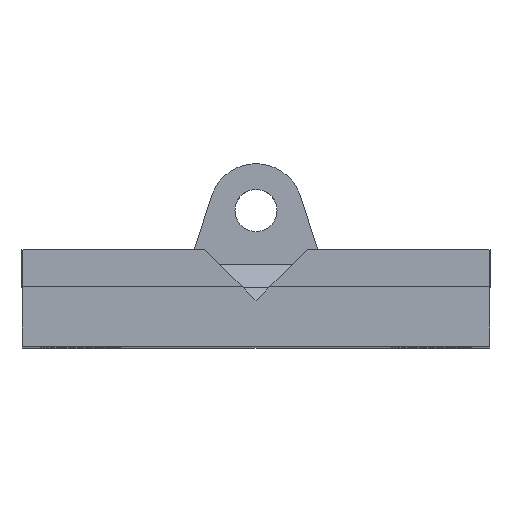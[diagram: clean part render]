
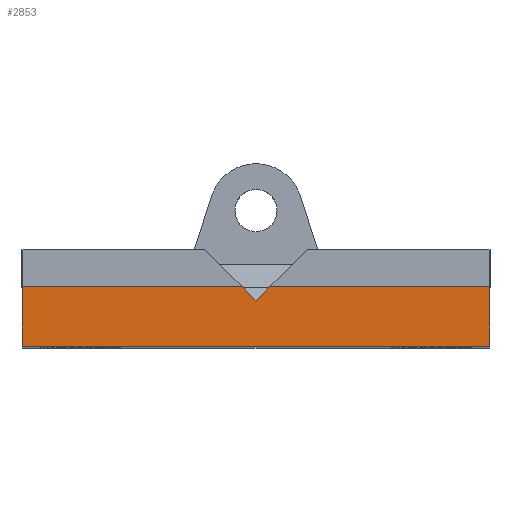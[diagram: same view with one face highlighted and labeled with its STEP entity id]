
A CAD part, top view. The second image highlights one B-rep face of the part: STEP entity #2853.
In plain terms, the highlighted planar face has unit normal (0, 0, 1).
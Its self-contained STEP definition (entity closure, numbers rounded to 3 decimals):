
#745 = PLANE('',#746);
#746 = AXIS2_PLACEMENT_3D('',#747,#748,#749);
#747 = CARTESIAN_POINT('',(10.,10.,-56.398));
#748 = DIRECTION('',(1.,0.,0.));
#749 = DIRECTION('',(0.,0.,1.));
#818 = PLANE('',#819);
#819 = AXIS2_PLACEMENT_3D('',#820,#821,#822);
#820 = CARTESIAN_POINT('',(-10.,10.,-7.9));
#821 = DIRECTION('',(-1.,0.,0.));
#822 = DIRECTION('',(0.,0.,-1.));
#1062 = PLANE('',#1063);
#1063 = AXIS2_PLACEMENT_3D('',#1064,#1065,#1066);
#1064 = CARTESIAN_POINT('',(10.,12.54,-7.9));
#1065 = DIRECTION('',(0.,0.,1.));
#1066 = DIRECTION('',(-1.,0.,0.));
#1100 = VERTEX_POINT('',#1101);
#1101 = CARTESIAN_POINT('',(-10.,12.54,-7.9));
#1242 = PLANE('',#1243);
#1243 = AXIS2_PLACEMENT_3D('',#1244,#1245,#1246);
#1244 = CARTESIAN_POINT('',(-2.185,14.128,-7.9));
#1245 = DIRECTION('',(-0.707,-0.707,0.));
#1246 = DIRECTION('',(0.707,-0.707,0.));
#1270 = PLANE('',#1271);
#1271 = AXIS2_PLACEMENT_3D('',#1272,#1273,#1274);
#1272 = CARTESIAN_POINT('',(0.,11.943,-7.9));
#1273 = DIRECTION('',(0.707,-0.707,0.));
#1274 = DIRECTION('',(0.707,0.707,0.));
#1724 = PLANE('',#1725);
#1725 = AXIS2_PLACEMENT_3D('',#1726,#1727,#1728);
#1726 = CARTESIAN_POINT('',(0.,10.,-32.149));
#1727 = DIRECTION('',(0.,-1.,0.));
#1728 = DIRECTION('',(-0.,0.,-1.));
#1860 = EDGE_CURVE('',#1861,#1100,#1863,.T.);
#1861 = VERTEX_POINT('',#1862);
#1862 = CARTESIAN_POINT('',(-10.,10.,-7.9));
#1863 = SURFACE_CURVE('',#1864,(#1868,#1875),.PCURVE_S1.);
#1864 = LINE('',#1865,#1866);
#1865 = CARTESIAN_POINT('',(-10.,10.,-7.9));
#1866 = VECTOR('',#1867,1.);
#1867 = DIRECTION('',(0.,1.,0.));
#1868 = PCURVE('',#818,#1869);
#1869 = DEFINITIONAL_REPRESENTATION('',(#1870),#1874);
#1870 = LINE('',#1871,#1872);
#1871 = CARTESIAN_POINT('',(0.,0.));
#1872 = VECTOR('',#1873,1.);
#1873 = DIRECTION('',(0.,-1.));
#1874 = ( GEOMETRIC_REPRESENTATION_CONTEXT(2) 
PARAMETRIC_REPRESENTATION_CONTEXT() REPRESENTATION_CONTEXT('2D SPACE',''
  ) );
#1875 = PCURVE('',#1876,#1881);
#1876 = PLANE('',#1877);
#1877 = AXIS2_PLACEMENT_3D('',#1878,#1879,#1880);
#1878 = CARTESIAN_POINT('',(10.,10.,-7.9));
#1879 = DIRECTION('',(0.,0.,1.));
#1880 = DIRECTION('',(-1.,0.,0.));
#1881 = DEFINITIONAL_REPRESENTATION('',(#1882),#1886);
#1882 = LINE('',#1883,#1884);
#1883 = CARTESIAN_POINT('',(20.,0.));
#1884 = VECTOR('',#1885,1.);
#1885 = DIRECTION('',(0.,-1.));
#1886 = ( GEOMETRIC_REPRESENTATION_CONTEXT(2) 
PARAMETRIC_REPRESENTATION_CONTEXT() REPRESENTATION_CONTEXT('2D SPACE',''
  ) );
#1989 = VERTEX_POINT('',#1990);
#1990 = CARTESIAN_POINT('',(10.,12.54,-7.9));
#2011 = EDGE_CURVE('',#2012,#1989,#2014,.T.);
#2012 = VERTEX_POINT('',#2013);
#2013 = CARTESIAN_POINT('',(10.,10.,-7.9));
#2014 = SURFACE_CURVE('',#2015,(#2019,#2026),.PCURVE_S1.);
#2015 = LINE('',#2016,#2017);
#2016 = CARTESIAN_POINT('',(10.,10.,-7.9));
#2017 = VECTOR('',#2018,1.);
#2018 = DIRECTION('',(0.,1.,0.));
#2019 = PCURVE('',#745,#2020);
#2020 = DEFINITIONAL_REPRESENTATION('',(#2021),#2025);
#2021 = LINE('',#2022,#2023);
#2022 = CARTESIAN_POINT('',(48.499,0.));
#2023 = VECTOR('',#2024,1.);
#2024 = DIRECTION('',(0.,-1.));
#2025 = ( GEOMETRIC_REPRESENTATION_CONTEXT(2) 
PARAMETRIC_REPRESENTATION_CONTEXT() REPRESENTATION_CONTEXT('2D SPACE',''
  ) );
#2026 = PCURVE('',#1876,#2027);
#2027 = DEFINITIONAL_REPRESENTATION('',(#2028),#2032);
#2028 = LINE('',#2029,#2030);
#2029 = CARTESIAN_POINT('',(0.,0.));
#2030 = VECTOR('',#2031,1.);
#2031 = DIRECTION('',(0.,-1.));
#2032 = ( GEOMETRIC_REPRESENTATION_CONTEXT(2) 
PARAMETRIC_REPRESENTATION_CONTEXT() REPRESENTATION_CONTEXT('2D SPACE',''
  ) );
#2275 = VERTEX_POINT('',#2276);
#2276 = CARTESIAN_POINT('',(-0.597,12.54,-7.9));
#2300 = EDGE_CURVE('',#2275,#1100,#2301,.T.);
#2301 = SURFACE_CURVE('',#2302,(#2306,#2313),.PCURVE_S1.);
#2302 = LINE('',#2303,#2304);
#2303 = CARTESIAN_POINT('',(10.,12.54,-7.9));
#2304 = VECTOR('',#2305,1.);
#2305 = DIRECTION('',(-1.,0.,0.));
#2306 = PCURVE('',#1062,#2307);
#2307 = DEFINITIONAL_REPRESENTATION('',(#2308),#2312);
#2308 = LINE('',#2309,#2310);
#2309 = CARTESIAN_POINT('',(0.,0.));
#2310 = VECTOR('',#2311,1.);
#2311 = DIRECTION('',(1.,0.));
#2312 = ( GEOMETRIC_REPRESENTATION_CONTEXT(2) 
PARAMETRIC_REPRESENTATION_CONTEXT() REPRESENTATION_CONTEXT('2D SPACE',''
  ) );
#2313 = PCURVE('',#1876,#2314);
#2314 = DEFINITIONAL_REPRESENTATION('',(#2315),#2319);
#2315 = LINE('',#2316,#2317);
#2316 = CARTESIAN_POINT('',(0.,-2.54));
#2317 = VECTOR('',#2318,1.);
#2318 = DIRECTION('',(1.,0.));
#2319 = ( GEOMETRIC_REPRESENTATION_CONTEXT(2) 
PARAMETRIC_REPRESENTATION_CONTEXT() REPRESENTATION_CONTEXT('2D SPACE',''
  ) );
#2325 = VERTEX_POINT('',#2326);
#2326 = CARTESIAN_POINT('',(0.,11.943,-7.9));
#2372 = VERTEX_POINT('',#2373);
#2373 = CARTESIAN_POINT('',(0.597,12.54,-7.9));
#2387 = PLANE('',#2388);
#2388 = AXIS2_PLACEMENT_3D('',#2389,#2390,#2391);
#2389 = CARTESIAN_POINT('',(10.,12.54,-7.9));
#2390 = DIRECTION('',(0.,0.,1.));
#2391 = DIRECTION('',(-1.,0.,0.));
#2399 = EDGE_CURVE('',#2325,#2372,#2400,.T.);
#2400 = SURFACE_CURVE('',#2401,(#2405,#2412),.PCURVE_S1.);
#2401 = LINE('',#2402,#2403);
#2402 = CARTESIAN_POINT('',(0.,11.943,-7.9));
#2403 = VECTOR('',#2404,1.);
#2404 = DIRECTION('',(0.707,0.707,0.));
#2405 = PCURVE('',#1270,#2406);
#2406 = DEFINITIONAL_REPRESENTATION('',(#2407),#2411);
#2407 = LINE('',#2408,#2409);
#2408 = CARTESIAN_POINT('',(0.,0.));
#2409 = VECTOR('',#2410,1.);
#2410 = DIRECTION('',(1.,0.));
#2411 = ( GEOMETRIC_REPRESENTATION_CONTEXT(2) 
PARAMETRIC_REPRESENTATION_CONTEXT() REPRESENTATION_CONTEXT('2D SPACE',''
  ) );
#2412 = PCURVE('',#1876,#2413);
#2413 = DEFINITIONAL_REPRESENTATION('',(#2414),#2418);
#2414 = LINE('',#2415,#2416);
#2415 = CARTESIAN_POINT('',(10.,-1.943));
#2416 = VECTOR('',#2417,1.);
#2417 = DIRECTION('',(-0.707,-0.707));
#2418 = ( GEOMETRIC_REPRESENTATION_CONTEXT(2) 
PARAMETRIC_REPRESENTATION_CONTEXT() REPRESENTATION_CONTEXT('2D SPACE',''
  ) );
#2426 = EDGE_CURVE('',#2275,#2325,#2427,.T.);
#2427 = SURFACE_CURVE('',#2428,(#2432,#2439),.PCURVE_S1.);
#2428 = LINE('',#2429,#2430);
#2429 = CARTESIAN_POINT('',(-2.185,14.128,-7.9));
#2430 = VECTOR('',#2431,1.);
#2431 = DIRECTION('',(0.707,-0.707,0.));
#2432 = PCURVE('',#1242,#2433);
#2433 = DEFINITIONAL_REPRESENTATION('',(#2434),#2438);
#2434 = LINE('',#2435,#2436);
#2435 = CARTESIAN_POINT('',(0.,0.));
#2436 = VECTOR('',#2437,1.);
#2437 = DIRECTION('',(1.,0.));
#2438 = ( GEOMETRIC_REPRESENTATION_CONTEXT(2) 
PARAMETRIC_REPRESENTATION_CONTEXT() REPRESENTATION_CONTEXT('2D SPACE',''
  ) );
#2439 = PCURVE('',#1876,#2440);
#2440 = DEFINITIONAL_REPRESENTATION('',(#2441),#2445);
#2441 = LINE('',#2442,#2443);
#2442 = CARTESIAN_POINT('',(12.185,-4.128));
#2443 = VECTOR('',#2444,1.);
#2444 = DIRECTION('',(-0.707,0.707));
#2445 = ( GEOMETRIC_REPRESENTATION_CONTEXT(2) 
PARAMETRIC_REPRESENTATION_CONTEXT() REPRESENTATION_CONTEXT('2D SPACE',''
  ) );
#2719 = EDGE_CURVE('',#2012,#1861,#2720,.T.);
#2720 = SURFACE_CURVE('',#2721,(#2725,#2732),.PCURVE_S1.);
#2721 = LINE('',#2722,#2723);
#2722 = CARTESIAN_POINT('',(10.,10.,-7.9));
#2723 = VECTOR('',#2724,1.);
#2724 = DIRECTION('',(-1.,0.,0.));
#2725 = PCURVE('',#1724,#2726);
#2726 = DEFINITIONAL_REPRESENTATION('',(#2727),#2731);
#2727 = LINE('',#2728,#2729);
#2728 = CARTESIAN_POINT('',(-24.249,10.));
#2729 = VECTOR('',#2730,1.);
#2730 = DIRECTION('',(0.,-1.));
#2731 = ( GEOMETRIC_REPRESENTATION_CONTEXT(2) 
PARAMETRIC_REPRESENTATION_CONTEXT() REPRESENTATION_CONTEXT('2D SPACE',''
  ) );
#2732 = PCURVE('',#1876,#2733);
#2733 = DEFINITIONAL_REPRESENTATION('',(#2734),#2738);
#2734 = LINE('',#2735,#2736);
#2735 = CARTESIAN_POINT('',(0.,0.));
#2736 = VECTOR('',#2737,1.);
#2737 = DIRECTION('',(1.,0.));
#2738 = ( GEOMETRIC_REPRESENTATION_CONTEXT(2) 
PARAMETRIC_REPRESENTATION_CONTEXT() REPRESENTATION_CONTEXT('2D SPACE',''
  ) );
#2853 = ADVANCED_FACE('',(#2854),#1876,.T.);
#2854 = FACE_BOUND('',#2855,.T.);
#2855 = EDGE_LOOP('',(#2856,#2857,#2858,#2879,#2880,#2881,#2882));
#2856 = ORIENTED_EDGE('',*,*,#2719,.F.);
#2857 = ORIENTED_EDGE('',*,*,#2011,.T.);
#2858 = ORIENTED_EDGE('',*,*,#2859,.T.);
#2859 = EDGE_CURVE('',#1989,#2372,#2860,.T.);
#2860 = SURFACE_CURVE('',#2861,(#2865,#2872),.PCURVE_S1.);
#2861 = LINE('',#2862,#2863);
#2862 = CARTESIAN_POINT('',(10.,12.54,-7.9));
#2863 = VECTOR('',#2864,1.);
#2864 = DIRECTION('',(-1.,0.,0.));
#2865 = PCURVE('',#1876,#2866);
#2866 = DEFINITIONAL_REPRESENTATION('',(#2867),#2871);
#2867 = LINE('',#2868,#2869);
#2868 = CARTESIAN_POINT('',(0.,-2.54));
#2869 = VECTOR('',#2870,1.);
#2870 = DIRECTION('',(1.,0.));
#2871 = ( GEOMETRIC_REPRESENTATION_CONTEXT(2) 
PARAMETRIC_REPRESENTATION_CONTEXT() REPRESENTATION_CONTEXT('2D SPACE',''
  ) );
#2872 = PCURVE('',#2387,#2873);
#2873 = DEFINITIONAL_REPRESENTATION('',(#2874),#2878);
#2874 = LINE('',#2875,#2876);
#2875 = CARTESIAN_POINT('',(0.,0.));
#2876 = VECTOR('',#2877,1.);
#2877 = DIRECTION('',(1.,0.));
#2878 = ( GEOMETRIC_REPRESENTATION_CONTEXT(2) 
PARAMETRIC_REPRESENTATION_CONTEXT() REPRESENTATION_CONTEXT('2D SPACE',''
  ) );
#2879 = ORIENTED_EDGE('',*,*,#2399,.F.);
#2880 = ORIENTED_EDGE('',*,*,#2426,.F.);
#2881 = ORIENTED_EDGE('',*,*,#2300,.T.);
#2882 = ORIENTED_EDGE('',*,*,#1860,.F.);
